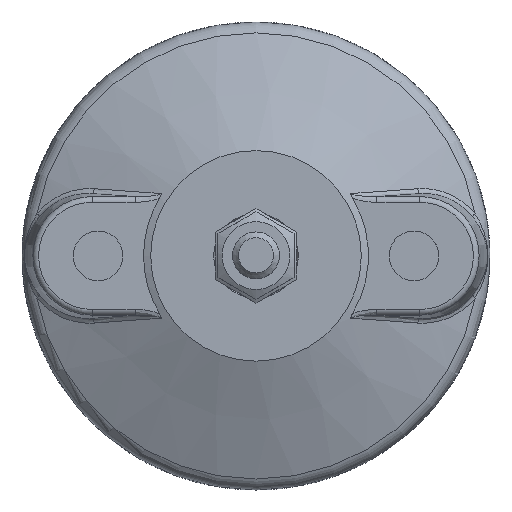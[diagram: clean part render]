
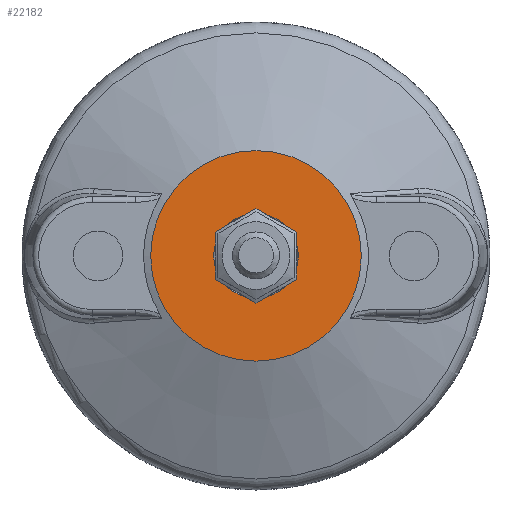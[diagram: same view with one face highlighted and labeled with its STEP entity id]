
A CAD part, top view. The second image highlights one B-rep face of the part: STEP entity #22182.
In plain terms, the highlighted planar face has unit normal (0, 0, 1).
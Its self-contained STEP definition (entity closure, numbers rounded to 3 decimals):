
#1270=FACE_BOUND('',#9209,.T.);
#2265=PLANE('',#24093);
#8076=FACE_OUTER_BOUND('',#9208,.T.);
#9208=EDGE_LOOP('',(#21047,#21048));
#9209=EDGE_LOOP('',(#21049));
#9320=CIRCLE('',#22482,18.);
#9321=CIRCLE('',#22483,18.);
#9899=CIRCLE('',#24094,7.228);
#10041=VERTEX_POINT('',#30957);
#10042=VERTEX_POINT('',#30959);
#11745=VERTEX_POINT('',#37295);
#11941=EDGE_CURVE('',#10042,#10041,#9320,.T.);
#11942=EDGE_CURVE('',#10041,#10042,#9321,.T.);
#14851=EDGE_CURVE('',#11745,#11745,#9899,.T.);
#21047=ORIENTED_EDGE('',*,*,#11941,.T.);
#21048=ORIENTED_EDGE('',*,*,#11942,.T.);
#21049=ORIENTED_EDGE('',*,*,#14851,.F.);
#22182=ADVANCED_FACE('',(#8076,#1270),#2265,.T.);
#22482=AXIS2_PLACEMENT_3D('',#30960,#24496,#24497);
#22483=AXIS2_PLACEMENT_3D('',#30961,#24498,#24499);
#24093=AXIS2_PLACEMENT_3D('',#37294,#29995,#29996);
#24094=AXIS2_PLACEMENT_3D('',#37296,#29997,#29998);
#24496=DIRECTION('center_axis',(0.,0.,1.));
#24497=DIRECTION('ref_axis',(1.,0.,0.));
#24498=DIRECTION('center_axis',(0.,0.,1.));
#24499=DIRECTION('ref_axis',(1.,0.,0.));
#29995=DIRECTION('center_axis',(0.,0.,1.));
#29996=DIRECTION('ref_axis',(0.,1.,0.));
#29997=DIRECTION('center_axis',(0.,0.,1.));
#29998=DIRECTION('ref_axis',(1.,0.,0.));
#30957=CARTESIAN_POINT('',(-18.,0.,-32.804));
#30959=CARTESIAN_POINT('',(18.,0.,-32.804));
#30960=CARTESIAN_POINT('Origin',(0.,0.,
-32.804));
#30961=CARTESIAN_POINT('Origin',(0.,0.,
-32.804));
#37294=CARTESIAN_POINT('Origin',(12.614,0.,
-32.804));
#37295=CARTESIAN_POINT('',(7.228,0.,-32.804));
#37296=CARTESIAN_POINT('Origin',(0.,0.,
-32.804));
